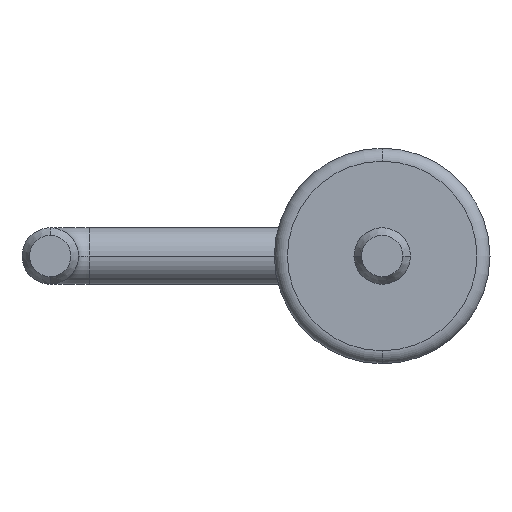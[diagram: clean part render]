
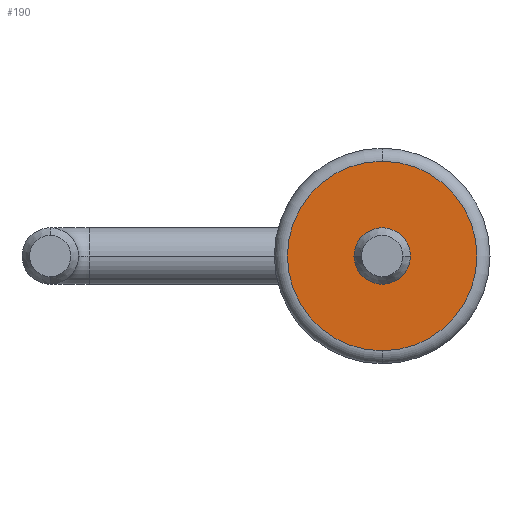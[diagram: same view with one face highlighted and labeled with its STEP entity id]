
A CAD part, front view. The second image highlights one B-rep face of the part: STEP entity #190.
In plain terms, the highlighted planar face has unit normal (0, -1, 0).
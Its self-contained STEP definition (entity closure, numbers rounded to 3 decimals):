
#67 = VERTEX_POINT ( 'NONE', #470 ) ;
#83 = VERTEX_POINT ( 'NONE', #561 ) ;
#101 = VERTEX_POINT ( 'NONE', #646 ) ;
#102 = EDGE_CURVE ( 'NONE', #83, #101, #641, .T. ) ;
#153 = VERTEX_POINT ( 'NONE', #736 ) ;
#190 = ADVANCED_FACE ( 'NONE', ( #919, #918 ), #956, .F. ) ;
#215 = EDGE_LOOP ( 'NONE', ( #216, #218 ) ) ;
#216 = ORIENTED_EDGE ( 'NONE', *, *, #217, .T. ) ;
#217 = EDGE_CURVE ( 'NONE', #153, #67, #1040, .T. ) ;
#218 = ORIENTED_EDGE ( 'NONE', *, *, #255, .T. ) ;
#219 = EDGE_LOOP ( 'NONE', ( #220, #222 ) ) ;
#220 = ORIENTED_EDGE ( 'NONE', *, *, #221, .T. ) ;
#221 = EDGE_CURVE ( 'NONE', #101, #83, #1031, .T. ) ;
#222 = ORIENTED_EDGE ( 'NONE', *, *, #102, .T. ) ;
#255 = EDGE_CURVE ( 'NONE', #67, #153, #1162, .T. ) ;
#470 = CARTESIAN_POINT ( 'NONE',  ( 0., 2., -0.725 ) ) ;
#561 = CARTESIAN_POINT ( 'NONE',  ( -0.216, 2., 0. ) ) ;
#637 = DIRECTION ( 'NONE',  ( 0., 0., 1. ) ) ;
#638 = DIRECTION ( 'NONE',  ( 0., 1., 0. ) ) ;
#639 = CARTESIAN_POINT ( 'NONE',  ( 0., 2., 0. ) ) ;
#640 = AXIS2_PLACEMENT_3D ( 'NONE', #639, #638, #637 ) ;
#641 = CIRCLE ( 'NONE', #640, 0.216 ) ;
#646 = CARTESIAN_POINT ( 'NONE',  ( 0.216, 2., 0. ) ) ;
#736 = CARTESIAN_POINT ( 'NONE',  ( 0., 2., 0.725 ) ) ;
#918 = FACE_BOUND ( 'NONE', #219, .T. ) ;
#919 = FACE_OUTER_BOUND ( 'NONE', #215, .T. ) ;
#951 = DIRECTION ( 'NONE',  ( 0., 0., 1. ) ) ;
#952 = DIRECTION ( 'NONE',  ( 0., 1., 0. ) ) ;
#953 = CARTESIAN_POINT ( 'NONE',  ( 0., 2., 0. ) ) ;
#954 = AXIS2_PLACEMENT_3D ( 'NONE', #953, #952, #951 ) ;
#956 = PLANE ( 'NONE',  #954 ) ;
#1027 = DIRECTION ( 'NONE',  ( 0., 0., 1. ) ) ;
#1028 = DIRECTION ( 'NONE',  ( 0., 1., 0. ) ) ;
#1029 = CARTESIAN_POINT ( 'NONE',  ( 0., 2., 0. ) ) ;
#1030 = AXIS2_PLACEMENT_3D ( 'NONE', #1029, #1028, #1027 ) ;
#1031 = CIRCLE ( 'NONE', #1030, 0.216 ) ;
#1033 = DIRECTION ( 'NONE',  ( 0., 0., 1. ) ) ;
#1034 = DIRECTION ( 'NONE',  ( 0., -1., 0. ) ) ;
#1035 = CARTESIAN_POINT ( 'NONE',  ( 0., 2., 0. ) ) ;
#1036 = AXIS2_PLACEMENT_3D ( 'NONE', #1035, #1034, #1033 ) ;
#1040 = CIRCLE ( 'NONE', #1036, 0.725 ) ;
#1156 = DIRECTION ( 'NONE',  ( 0., 0., 1. ) ) ;
#1157 = DIRECTION ( 'NONE',  ( 0., -1., 0. ) ) ;
#1158 = CARTESIAN_POINT ( 'NONE',  ( 0., 2., 0. ) ) ;
#1159 = AXIS2_PLACEMENT_3D ( 'NONE', #1158, #1157, #1156 ) ;
#1162 = CIRCLE ( 'NONE', #1159, 0.725 ) ;
